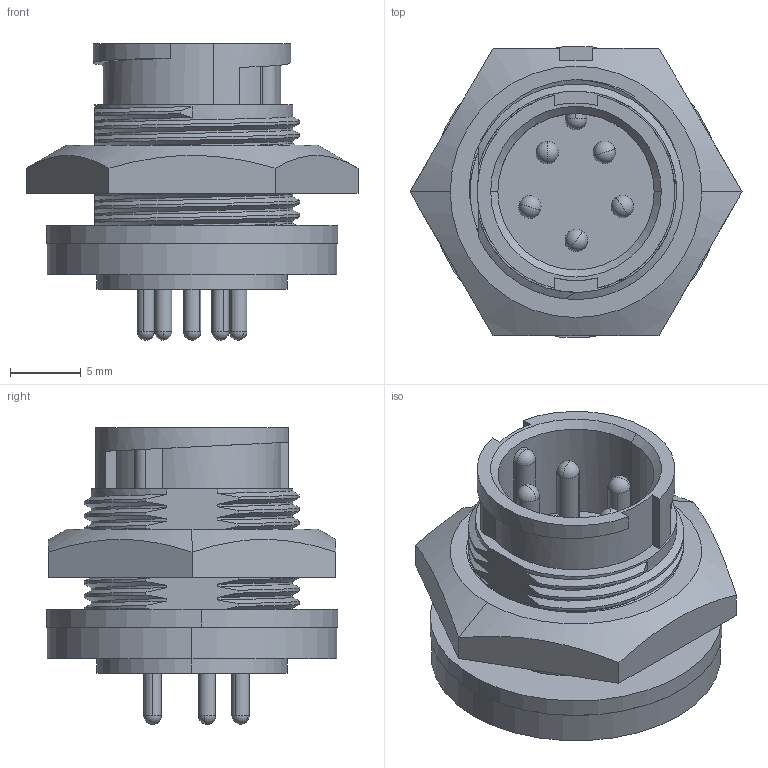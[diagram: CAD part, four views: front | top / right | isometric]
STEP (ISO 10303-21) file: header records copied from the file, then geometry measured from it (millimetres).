
FILE_DESCRIPTION (( 'STEP AP203' ), '1' );
FILE_NAME ('7381-5PG-3ES.STEP', '2015-07-14T18:57:37', ( '' ), ( '' ), 'SwSTEP 2.0', 'SolidWorks 2014', '' );
FILE_SCHEMA (( 'CONFIG_CONTROL_DESIGN' ));
Length unit declared in the file: inch
Products named in the file (1): 7381-5PG-3ES
Bounding box: 23.46 x 20.58 x 20.95 mm (x, y, z)
Volume: 3170.6 mm3; surface area: 3012.1 mm2
Topology: 2 solids, 2 shells, 163 faces, 454 edges, 290 vertices
Faces by surface type: cylinder 70, plane 36, bspline 32, sphere 21, cone 4
Entity records: 16019 total; most frequent: CARTESIAN_POINT 12233, ORIENTED_EDGE 866, DIRECTION 684, EDGE_CURVE 433, VERTEX_POINT 290, AXIS2_PLACEMENT_3D 261, EDGE_LOOP 181, ADVANCED_FACE 163
